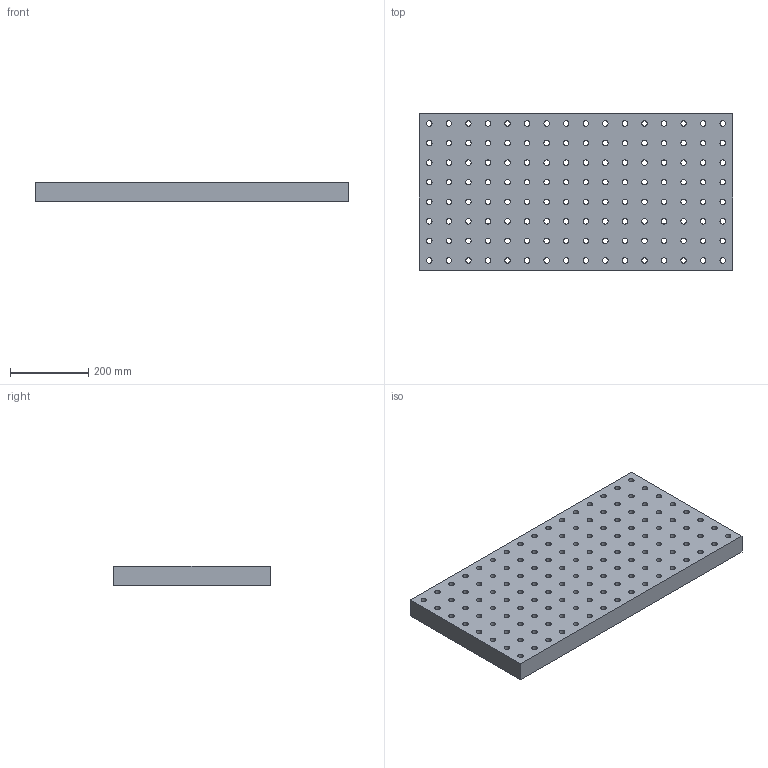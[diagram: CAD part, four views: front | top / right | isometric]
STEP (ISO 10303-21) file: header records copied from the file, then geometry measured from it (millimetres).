
FILE_DESCRIPTION( ( 'Unknown' ), '1' );
FILE_NAME( 'BP02-50400-0800-16.stp', 'Unknown', ( 'S.C.H' ), ( 'Unknown' ), 'XStep 1.0', 'Unknown', ' ' );
FILE_SCHEMA( ( 'CONFIG_CONTROL_DESIGN' ) );
Length unit declared in the file: millimetre
Products named in the file (1): 1
Bounding box: 800 x 400 x 50 mm (x, y, z)
Volume: 15014796.5 mm3; surface area: 1002078.6 mm2
Topology: 1 solids, 1 shells, 134 faces, 524 edges, 392 vertices
Faces by surface type: cylinder 128, plane 6
Full cylindrical faces by diameter (mm): 14 x128
Entity records: 4552 total; most frequent: DIRECTION 794, CARTESIAN_POINT 667, ORIENTED_EDGE 536, EDGE_LOOP 518, AXIS2_PLACEMENT_3D 391, EDGE_CURVE 268, VERTEX_POINT 264, FACE_OUTER_BOUND 262
